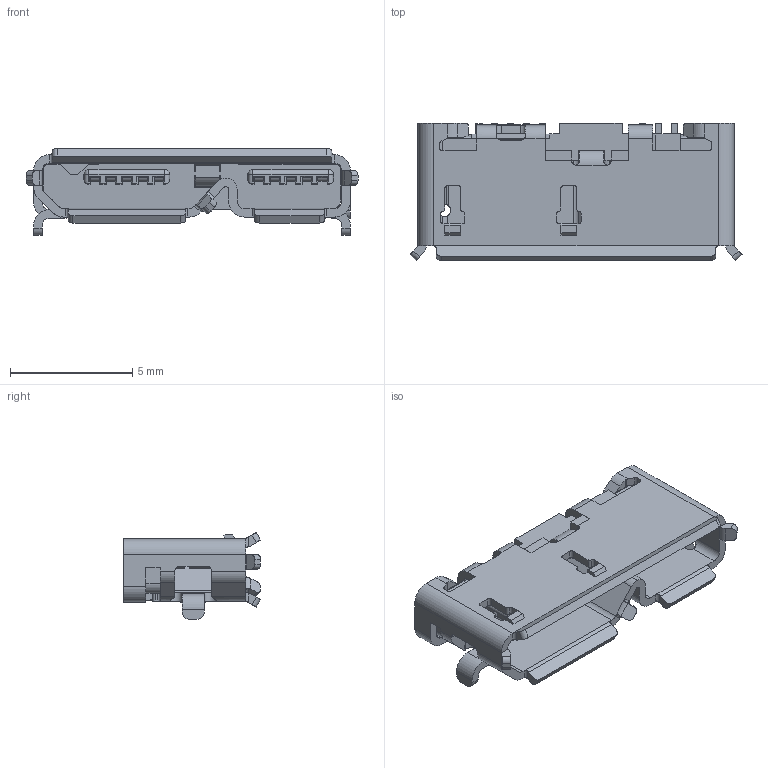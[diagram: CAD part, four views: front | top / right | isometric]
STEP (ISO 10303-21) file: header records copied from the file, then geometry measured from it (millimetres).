
FILE_DESCRIPTION(/* description */ (''),/* implementation_level */ '2;1');
FILE_NAME(/* name */ 'HIROSE_ZX360D-B-10P(30).stp',/* time_stamp */ '2017-03-15T14:00:41+01:00',/* author */ ('riccim'),/* organization */ ('SolidWorks'),/* preprocessor_version */ 'ST-DEVELOPER v16.1',/* originating_system */ 'AutoCAD Mechanical',/* authorisation */ ' ');
FILE_SCHEMA (('AUTOMOTIVE_DESIGN { 1 0 10303 214 3 1 1 }'));
Length unit declared in the file: millimetre
Products named in the file (1): Product
Bounding box: 13.57 x 5.6 x 3.55 mm (x, y, z)
Volume: 84.1 mm3; surface area: 504.6 mm2
Topology: 25 solids, 25 shells, 851 faces, 2332 edges, 1518 vertices
Faces by surface type: plane 640, cylinder 203, sphere 4, bspline 4
Entity records: 28823 total; most frequent: CARTESIAN_POINT 6997, ORIENTED_EDGE 4656, DIRECTION 4356, EDGE_CURVE 2328, LINE 1852, VECTOR 1852, VERTEX_POINT 1518, AXIS2_PLACEMENT_3D 1252
